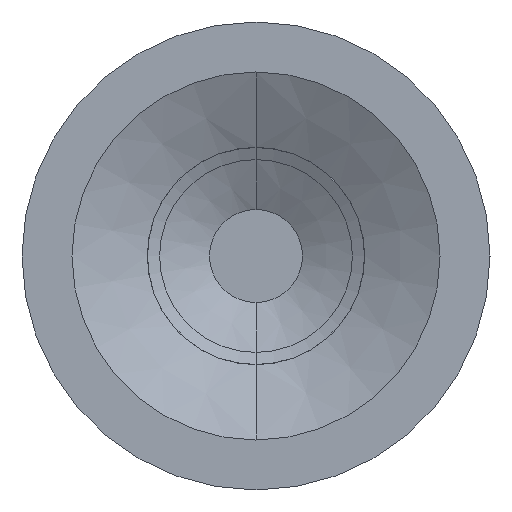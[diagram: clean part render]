
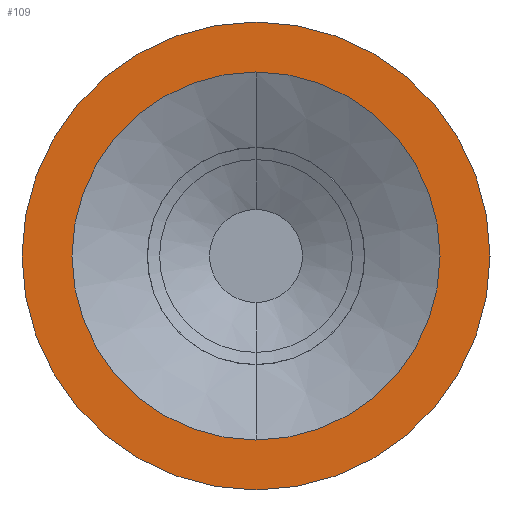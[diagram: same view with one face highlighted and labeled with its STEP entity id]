
A CAD part, left-side view. The second image highlights one B-rep face of the part: STEP entity #109.
In plain terms, the highlighted planar face has unit normal (-1, 0, 0).
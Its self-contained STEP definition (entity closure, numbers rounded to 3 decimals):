
#54 = AXIS2_PLACEMENT_3D ( 'NONE', #605, #1179, #1218 ) ;
#109 = ADVANCED_FACE ( 'NONE', ( #1121, #1243 ), #1395, .T. ) ;
#123 = CARTESIAN_POINT ( 'NONE',  ( -30.297, 0., 0. ) ) ;
#227 = CARTESIAN_POINT ( 'NONE',  ( -30.297, 0., 0. ) ) ;
#293 = CARTESIAN_POINT ( 'NONE',  ( -30.297, 0., -4.775 ) ) ;
#324 = ORIENTED_EDGE ( 'NONE', *, *, #416, .T. ) ;
#416 = EDGE_CURVE ( 'NONE', #651, #1472, #1808, .T. ) ;
#477 = ORIENTED_EDGE ( 'NONE', *, *, #504, .F. ) ;
#504 = EDGE_CURVE ( 'NONE', #1421, #1035, #702, .T. ) ;
#511 = DIRECTION ( 'NONE',  ( -1., 0., 0. ) ) ;
#536 = DIRECTION ( 'NONE',  ( -1., 0., 0. ) ) ;
#605 = CARTESIAN_POINT ( 'NONE',  ( -30.297, 0., 0. ) ) ;
#651 = VERTEX_POINT ( 'NONE', #293 ) ;
#657 = CARTESIAN_POINT ( 'NONE',  ( -30.297, 0., 0. ) ) ;
#702 = CIRCLE ( 'NONE', #908, 3.755 ) ;
#795 = EDGE_CURVE ( 'NONE', #1472, #651, #874, .T. ) ;
#844 = ORIENTED_EDGE ( 'NONE', *, *, #1216, .F. ) ;
#874 = CIRCLE ( 'NONE', #54, 4.775 ) ;
#906 = DIRECTION ( 'NONE',  ( 0., 0., 1. ) ) ;
#908 = AXIS2_PLACEMENT_3D ( 'NONE', #657, #511, #1045 ) ;
#996 = CIRCLE ( 'NONE', #1092, 3.755 ) ;
#1035 = VERTEX_POINT ( 'NONE', #1105 ) ;
#1045 = DIRECTION ( 'NONE',  ( 0., 0., 1. ) ) ;
#1092 = AXIS2_PLACEMENT_3D ( 'NONE', #123, #1245, #1417 ) ;
#1103 = DIRECTION ( 'NONE',  ( 0., 0., 1. ) ) ;
#1105 = CARTESIAN_POINT ( 'NONE',  ( -30.297, 0., 3.755 ) ) ;
#1121 = FACE_OUTER_BOUND ( 'NONE', #1736, .T. ) ;
#1179 = DIRECTION ( 'NONE',  ( -1., 0., 0. ) ) ;
#1216 = EDGE_CURVE ( 'NONE', #1035, #1421, #996, .T. ) ;
#1218 = DIRECTION ( 'NONE',  ( 0., 0., 1. ) ) ;
#1243 = FACE_BOUND ( 'NONE', #1660, .T. ) ;
#1245 = DIRECTION ( 'NONE',  ( -1., 0., 0. ) ) ;
#1334 = DIRECTION ( 'NONE',  ( -1., 0., 0. ) ) ;
#1395 = PLANE ( 'NONE',  #1842 ) ;
#1417 = DIRECTION ( 'NONE',  ( 0., 0., 1. ) ) ;
#1421 = VERTEX_POINT ( 'NONE', #1594 ) ;
#1450 = CARTESIAN_POINT ( 'NONE',  ( -30.297, 0., 4.775 ) ) ;
#1472 = VERTEX_POINT ( 'NONE', #1450 ) ;
#1594 = CARTESIAN_POINT ( 'NONE',  ( -30.297, 0., -3.755 ) ) ;
#1660 = EDGE_LOOP ( 'NONE', ( #844, #477 ) ) ;
#1715 = AXIS2_PLACEMENT_3D ( 'NONE', #1758, #1334, #906 ) ;
#1736 = EDGE_LOOP ( 'NONE', ( #1833, #324 ) ) ;
#1758 = CARTESIAN_POINT ( 'NONE',  ( -30.297, 0., 0. ) ) ;
#1808 = CIRCLE ( 'NONE', #1715, 4.775 ) ;
#1833 = ORIENTED_EDGE ( 'NONE', *, *, #795, .T. ) ;
#1842 = AXIS2_PLACEMENT_3D ( 'NONE', #227, #536, #1103 ) ;
